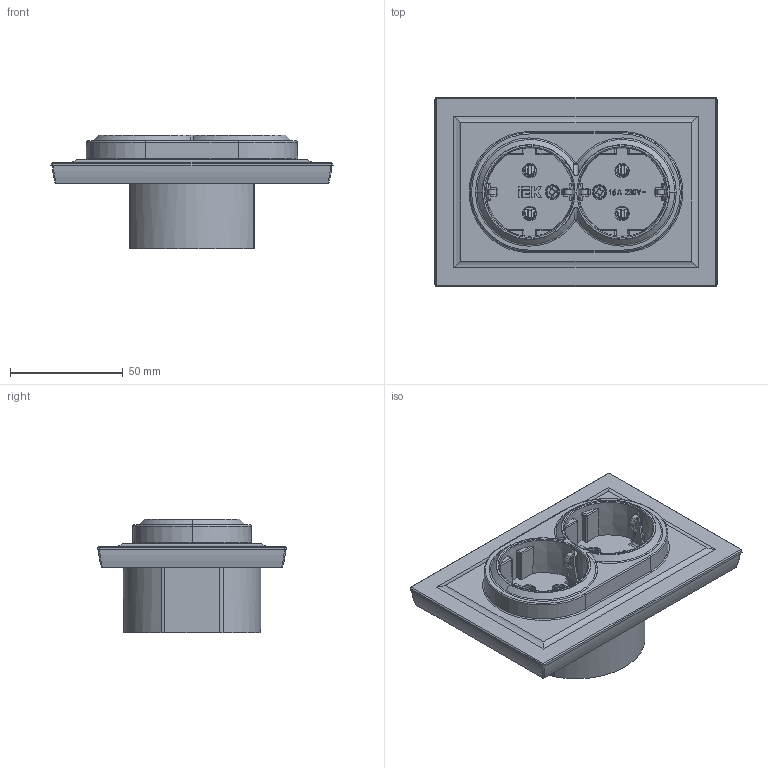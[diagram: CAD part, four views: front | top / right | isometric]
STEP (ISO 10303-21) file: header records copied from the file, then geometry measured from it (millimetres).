
FILE_DESCRIPTION (( 'STEP AP214' ), '1' );
FILE_NAME ('BRITE Ðîç. 2-ÿ ñ ç ê ø 16À á ê â ñá. ÐÑø22-3.STEP', '2025-04-02T12:00:28', ( '' ), ( '' ), 'SwSTEP 2.0', 'SolidWorks 2022', '' );
FILE_SCHEMA (( 'AUTOMOTIVE_DESIGN' ));
Length unit declared in the file: millimetre
Products named in the file (1): BRITE Роз. 2-я с з к ш 16А б к в сб. РСш22-3
Bounding box: 125.1 x 84.1 x 50.5 mm (x, y, z)
Volume: 166270.7 mm3; surface area: 60208.4 mm2
Topology: 1 solids, 1 shells, 1838 faces, 5160 edges, 3296 vertices
Faces by surface type: plane 897, cylinder 444, bspline 212, torus 186, cone 87, sphere 12
Entity records: 227026 total; most frequent: CARTESIAN_POINT 181846, ORIENTED_EDGE 10302, DIRECTION 8499, EDGE_CURVE 5151, VERTEX_POINT 3297, AXIS2_PLACEMENT_3D 2863, LINE 2773, VECTOR 2773
